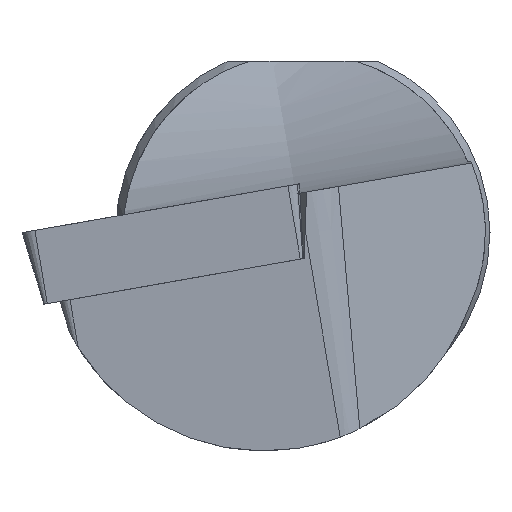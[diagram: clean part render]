
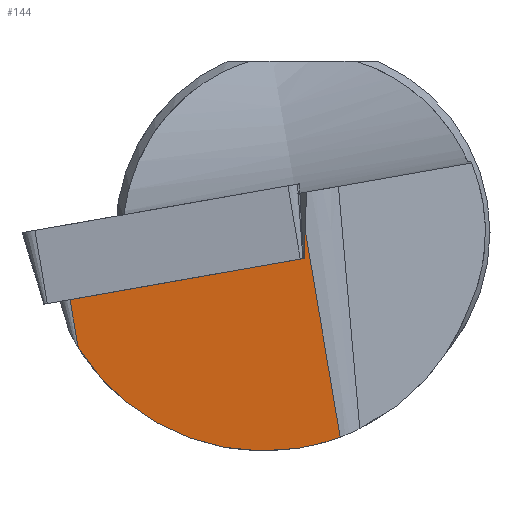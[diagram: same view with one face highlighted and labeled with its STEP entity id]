
A CAD part, left-side view. The second image highlights one B-rep face of the part: STEP entity #144.
In plain terms, the highlighted planar face has unit normal (-0.991, -0.071, -0.111).
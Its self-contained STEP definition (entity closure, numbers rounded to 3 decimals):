
#144=ADVANCED_FACE('',(#192),#176,.F.);
#176=PLANE('',#649);
#192=FACE_OUTER_BOUND('',#223,.T.);
#223=EDGE_LOOP('',(#296,#297,#298,#299,#300));
#281=ELLIPSE('',#648,7.062,7.);
#296=ORIENTED_EDGE('',*,*,#509,.F.);
#297=ORIENTED_EDGE('',*,*,#510,.T.);
#298=ORIENTED_EDGE('',*,*,#511,.T.);
#299=ORIENTED_EDGE('',*,*,#512,.F.);
#300=ORIENTED_EDGE('',*,*,#513,.T.);
#456=VERTEX_POINT('',#874);
#457=VERTEX_POINT('',#875);
#458=VERTEX_POINT('',#877);
#459=VERTEX_POINT('',#879);
#460=VERTEX_POINT('',#881);
#509=EDGE_CURVE('',#456,#457,#584,.T.);
#510=EDGE_CURVE('',#456,#458,#585,.T.);
#511=EDGE_CURVE('',#458,#459,#281,.T.);
#512=EDGE_CURVE('',#460,#459,#586,.T.);
#513=EDGE_CURVE('',#460,#457,#587,.T.);
#584=LINE('',#873,#616);
#585=LINE('',#876,#617);
#586=LINE('',#880,#618);
#587=LINE('',#882,#619);
#616=VECTOR('',#712,1.);
#617=VECTOR('',#713,1.);
#618=VECTOR('',#716,1.);
#619=VECTOR('',#717,1.);
#648=AXIS2_PLACEMENT_3D('',#878,#714,#715);
#649=AXIS2_PLACEMENT_3D('',#883,#718,#719);
#712=DIRECTION('',(0.052,-0.983,0.173));
#713=DIRECTION('',(0.122,-0.166,-0.979));
#714=DIRECTION('',(-0.991,-0.072,-0.111));
#715=DIRECTION('',(-0.132,0.537,0.833));
#716=DIRECTION('',(0.122,-0.166,-0.979));
#717=DIRECTION('',(0.108,0.041,-0.993));
#718=DIRECTION('',(0.991,0.072,0.111));
#719=DIRECTION('',(0.111,0.,-0.994));
#873=CARTESIAN_POINT('',(0.828,-0.221,-0.793));
#874=CARTESIAN_POINT('',(0.426,7.462,-2.148));
#875=CARTESIAN_POINT('',(0.819,-0.04,-0.825));
#876=CARTESIAN_POINT('',(0.134,7.861,0.198));
#877=CARTESIAN_POINT('',(0.617,7.201,-3.685));
#878=CARTESIAN_POINT('',(0.633,1.25,0.));
#879=CARTESIAN_POINT('',(1.545,-1.199,-6.557));
#880=CARTESIAN_POINT('',(0.537,0.178,1.553));
#881=CARTESIAN_POINT('',(0.723,-0.076,0.057));
#882=CARTESIAN_POINT('',(0.56,-0.137,1.543));
#883=CARTESIAN_POINT('',(0.537,0.178,1.553));
